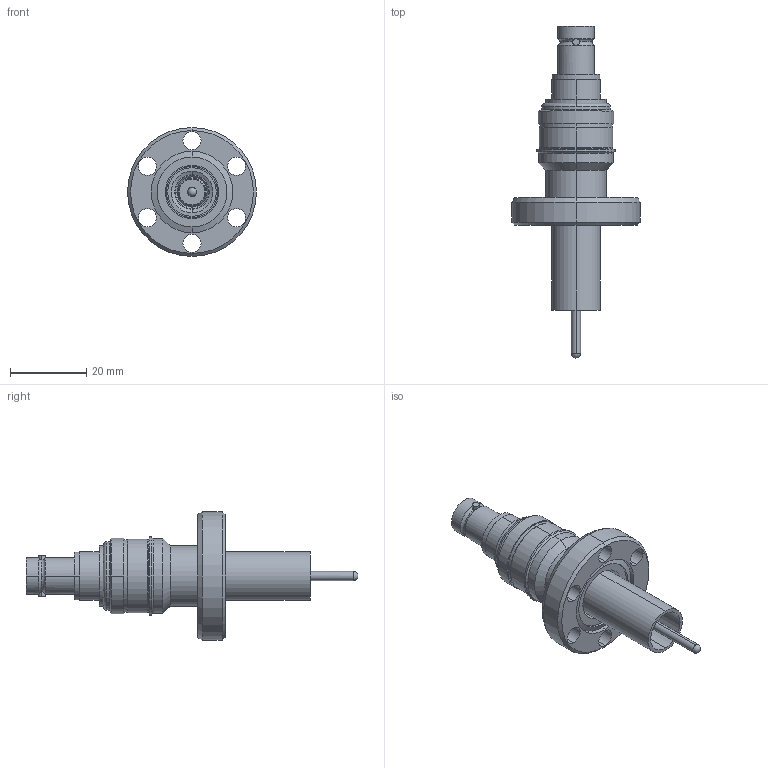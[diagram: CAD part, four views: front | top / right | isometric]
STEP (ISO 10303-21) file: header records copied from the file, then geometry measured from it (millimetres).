
FILE_DESCRIPTION (( 'STEP AP214' ), '1' );
FILE_NAME ('420XSF016-1.step', '2017-07-10T09:25:40', ( 'install' ), ( '' ), 'SwSTEP 2.0', 'SolidWorks 2015', '' );
FILE_SCHEMA (( 'AUTOMOTIVE_DESIGN' ));
Length unit declared in the file: inch
Products named in the file (1): 420XSF016-1
Bounding box: 33.78 x 87.11 x 33.78 mm (x, y, z)
Volume: 10886.6 mm3; surface area: 13182.6 mm2
Topology: 1 solids, 3 shells, 181 faces, 412 edges, 254 vertices
Faces by surface type: cylinder 98, cone 44, plane 26, torus 12, sphere 1
Entity records: 5244 total; most frequent: DIRECTION 1006, CARTESIAN_POINT 938, ORIENTED_EDGE 816, AXIS2_PLACEMENT_3D 432, EDGE_CURVE 408, VERTEX_POINT 252, CIRCLE 250, EDGE_LOOP 216
